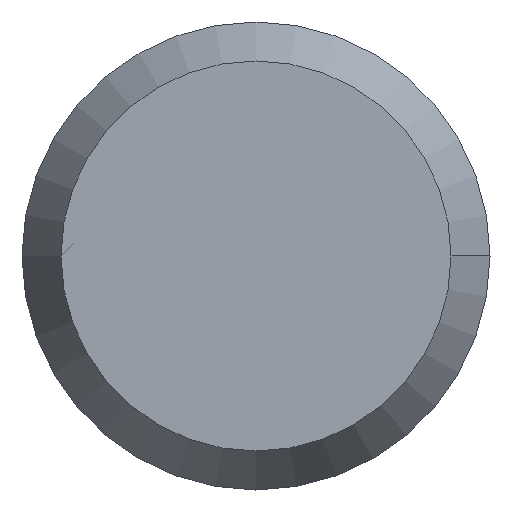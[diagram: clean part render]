
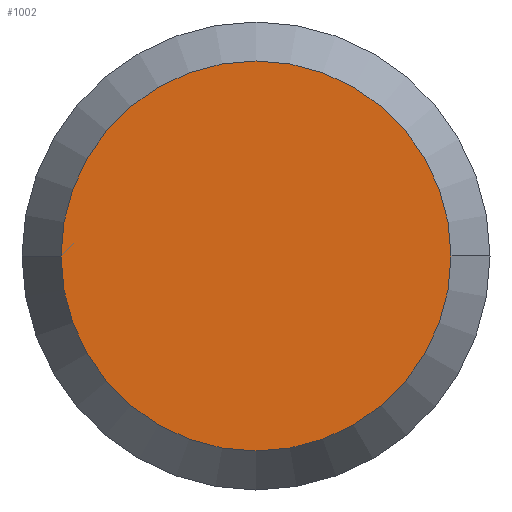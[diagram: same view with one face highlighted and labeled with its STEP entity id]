
A CAD part, front view. The second image highlights one B-rep face of the part: STEP entity #1002.
In plain terms, the highlighted planar face has unit normal (0, -1, 0).
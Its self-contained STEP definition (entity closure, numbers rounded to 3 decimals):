
#37 = CIRCLE ( 'NONE', #1353, 5. ) ;
#146 = CARTESIAN_POINT ( 'NONE',  ( 0., 0., 0. ) ) ;
#193 = DIRECTION ( 'NONE',  ( -1., 0., 0. ) ) ;
#206 = CIRCLE ( 'NONE', #273, 5. ) ;
#210 = DIRECTION ( 'NONE',  ( -1., 0., 0. ) ) ;
#273 = AXIS2_PLACEMENT_3D ( 'NONE', #427, #986, #193 ) ;
#360 = EDGE_CURVE ( 'NONE', #1213, #1348, #37, .T. ) ;
#361 = EDGE_LOOP ( 'NONE', ( #1172, #1094 ) ) ;
#427 = CARTESIAN_POINT ( 'NONE',  ( 0., 0., 0. ) ) ;
#686 = AXIS2_PLACEMENT_3D ( 'NONE', #956, #1387, #210 ) ;
#740 = CARTESIAN_POINT ( 'NONE',  ( -5., 0., 0. ) ) ;
#750 = PLANE ( 'NONE',  #686 ) ;
#853 = EDGE_CURVE ( 'NONE', #1348, #1213, #206, .T. ) ;
#858 = FACE_OUTER_BOUND ( 'NONE', #361, .T. ) ;
#956 = CARTESIAN_POINT ( 'NONE',  ( 0., 0., 0. ) ) ;
#986 = DIRECTION ( 'NONE',  ( 0., -1., 0. ) ) ;
#1002 = ADVANCED_FACE ( 'NONE', ( #858 ), #750, .F. ) ;
#1026 = DIRECTION ( 'NONE',  ( 0., -1., 0. ) ) ;
#1094 = ORIENTED_EDGE ( 'NONE', *, *, #853, .T. ) ;
#1172 = ORIENTED_EDGE ( 'NONE', *, *, #360, .T. ) ;
#1213 = VERTEX_POINT ( 'NONE', #740 ) ;
#1237 = CARTESIAN_POINT ( 'NONE',  ( 5., 0., 0. ) ) ;
#1348 = VERTEX_POINT ( 'NONE', #1237 ) ;
#1353 = AXIS2_PLACEMENT_3D ( 'NONE', #146, #1026, #1360 ) ;
#1360 = DIRECTION ( 'NONE',  ( -1., 0., 0. ) ) ;
#1387 = DIRECTION ( 'NONE',  ( 0., 1., 0. ) ) ;
